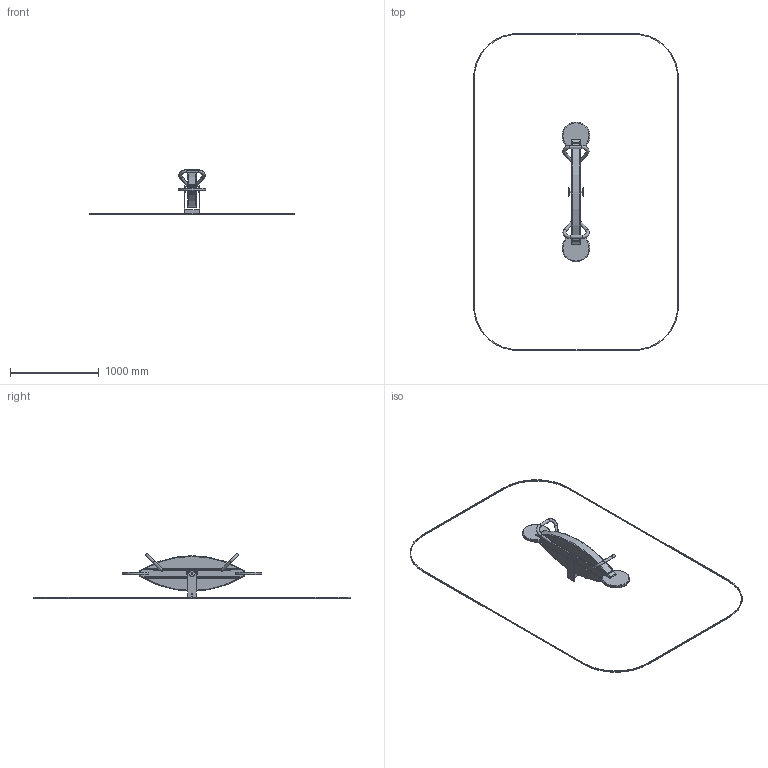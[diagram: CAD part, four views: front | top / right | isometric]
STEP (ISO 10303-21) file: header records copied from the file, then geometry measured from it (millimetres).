
FILE_DESCRIPTION(('STEP AP214'), '1');
FILE_NAME('Áàëàíñèð â ñáîðå', '', ('UNSPECIFIED'), ('UNSPECIFIED'), 'C3D Converter', 'C3D Toolkit', '');
FILE_SCHEMA(('AUTOMOTIVE_DESIGN { 1 0 10303 214 3 1 1}'));
Length unit declared in the file: millimetre
Products named in the file (22): КБ-77-00.00.00; КБ-77-01.00.00-5064; КБ-77-01.00.01; КБ-77-01.00.02; КБ-77-01.00.03; КБ-77-01.00.04; КБ-77-02.00.00-9011; -9011; КБ-77-03.00.00-9011; КБ-77-04.00.00
Assembly tree (28 placements, depth 4):
  КБ-77-00.00.00
    КБ-77-01.00.00-5064
      КБ-77-01.00.01  x2
      КБ-77-01.00.02  x2
      КБ-77-01.00.03
      КБ-77-01.00.04
    КБ-77-02.00.00-9011
      (unnamed)
      (unnamed)  x2
        (unnamed)
        (unnamed)
      (unnamed)  x2
      (unnamed)  x2
      -9011  x2
        (unnamed)
    КБ-77-03.00.00-9011
      (unnamed)
      (unnamed)
      (unnamed)
      (unnamed)
    КБ-77-04.00.00  x2
      (unnamed)
Bounding box: 2309.44 x 3573.43 x 499.95 mm (x, y, z)
Volume: 39119221.1 mm3; surface area: 2743055 mm2
Topology: 23 solids, 23 shells, 266 faces, 600 edges, 368 vertices
Faces by surface type: plane 116, cylinder 110, torus 32, bspline 8
Full cylindrical faces by diameter (mm): 10 x4, 20 x2, 20.5 x2, 21.4 x2, 27 x8, 29 x2, 32 x6, 70 x2
Entity records: 22798 total; most frequent: CARTESIAN_POINT 16327, DIRECTION 906, ORIENTED_EDGE 784, EDGE_CURVE 392, AXIS2_PLACEMENT_3D 345, VERTEX_POINT 256, EDGE_LOOP 220, LINE 216
